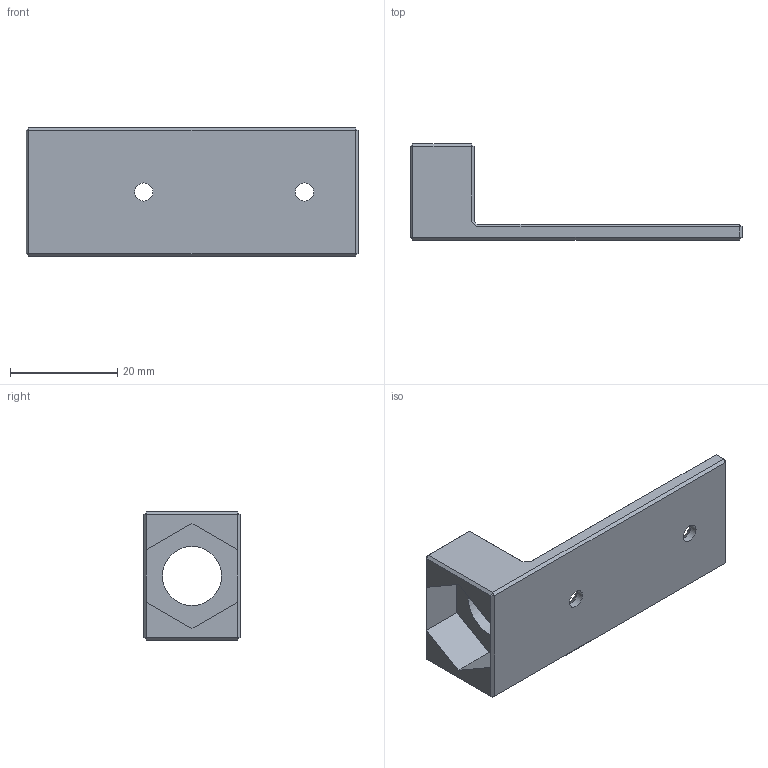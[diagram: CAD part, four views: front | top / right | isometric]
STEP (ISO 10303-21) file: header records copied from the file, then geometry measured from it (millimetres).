
FILE_DESCRIPTION(('FreeCAD Model'),'2;1');
FILE_NAME('Open CASCADE Shape Model','2023-10-08T11:48:03',(''),(''), 'Open CASCADE STEP processor 7.6','FreeCAD','Unknown');
FILE_SCHEMA(('AUTOMOTIVE_DESIGN { 1 0 10303 214 1 1 1 1 }'));
Length unit declared in the file: millimetre
Products named in the file (1): P0170-29-a
Bounding box: 62 x 18 x 24 mm (x, y, z)
Volume: 6243.1 mm3; surface area: 4915.5 mm2
Topology: 1 solids, 1 shells, 140 faces, 355 edges, 223 vertices
Faces by surface type: plane 71, extrusion 64, cylinder 3, cone 2
Full cylindrical faces by diameter (mm): 3.4 x2, 11 x1
Entity records: 8859 total; most frequent: CARTESIAN_POINT 2069, DIRECTION 1036, VECTOR 857, LINE 793, ORIENTED_EDGE 710, PCURVE 710, DEFINITIONAL_REPRESENTATION 710, EDGE_CURVE 355
